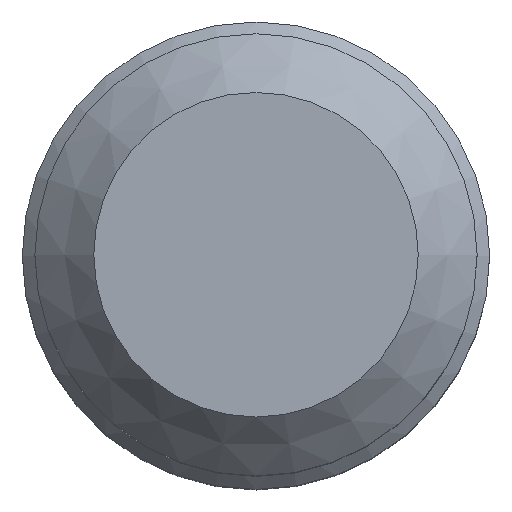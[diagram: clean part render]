
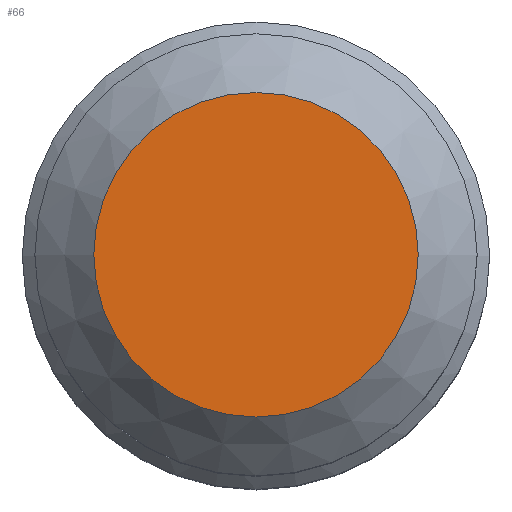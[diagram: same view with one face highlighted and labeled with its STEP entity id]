
A CAD part, top view. The second image highlights one B-rep face of the part: STEP entity #66.
In plain terms, the highlighted planar face has unit normal (0, 0, 1).
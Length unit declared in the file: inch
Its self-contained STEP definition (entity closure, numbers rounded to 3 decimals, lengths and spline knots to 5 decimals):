
#50=CARTESIAN_POINT('',(0.0425,0.0,0.46758));
#51=DIRECTION('',(0.0,0.0,1.0));
#52=DIRECTION('',(1.0,0.0,0.0));
#53=AXIS2_PLACEMENT_3D('',#50,#51,#52);
#54=PLANE('',#53);
#55=CARTESIAN_POINT('',(0.085,0.0,0.46758));
#56=VERTEX_POINT('',#55);
#57=CARTESIAN_POINT('',(0.,0.0,0.46758));
#58=DIRECTION('',(0.0,0.0,-1.0));
#59=DIRECTION('',(1.0,0.0,0.0));
#60=AXIS2_PLACEMENT_3D('',#57,#58,#59);
#61=CIRCLE('',#60,0.085);
#62=EDGE_CURVE('',#56,#56,#61,.T.);
#63=ORIENTED_EDGE('',*,*,#62,.F.);
#64=EDGE_LOOP('',(#63));
#65=FACE_OUTER_BOUND('',#64,.T.);
#66=ADVANCED_FACE('',(#65),#54,.T.);
